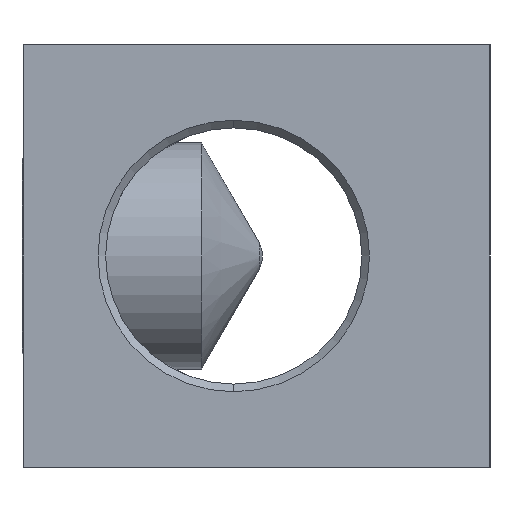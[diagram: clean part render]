
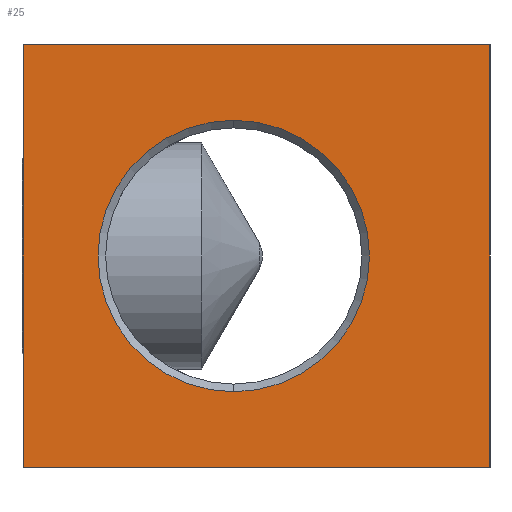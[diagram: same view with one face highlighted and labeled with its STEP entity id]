
A CAD part, left-side view. The second image highlights one B-rep face of the part: STEP entity #25.
In plain terms, the highlighted planar face has unit normal (-1, 0, 0).
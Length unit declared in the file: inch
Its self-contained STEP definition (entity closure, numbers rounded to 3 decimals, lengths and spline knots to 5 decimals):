
#25 = ADVANCED_FACE ( 'NONE', ( #973, #829 ), #1751, .F. ) ;
#30 = VERTEX_POINT ( 'NONE', #1014 ) ;
#120 = EDGE_CURVE ( 'NONE', #30, #1740, #870, .T. ) ;
#138 = DIRECTION ( 'NONE',  ( 0., 1., 0. ) ) ;
#161 = DIRECTION ( 'NONE',  ( -1., 0., 0. ) ) ;
#203 = DIRECTION ( 'NONE',  ( -1., 0., 0. ) ) ;
#244 = ORIENTED_EDGE ( 'NONE', *, *, #120, .F. ) ;
#283 = DIRECTION ( 'NONE',  ( 1., 0., 0. ) ) ;
#348 = EDGE_CURVE ( 'NONE', #1740, #30, #1816, .T. ) ;
#411 = LINE ( 'NONE', #1331, #835 ) ;
#512 = VERTEX_POINT ( 'NONE', #520 ) ;
#520 = CARTESIAN_POINT ( 'NONE',  ( 0., 1.93701, 0.87598 ) ) ;
#549 = EDGE_CURVE ( 'NONE', #876, #978, #974, .T. ) ;
#561 = EDGE_CURVE ( 'NONE', #1032, #512, #1427, .T. ) ;
#650 = AXIS2_PLACEMENT_3D ( 'NONE', #727, #283, #1175 ) ;
#662 = EDGE_CURVE ( 'NONE', #978, #512, #1045, .T. ) ;
#684 = AXIS2_PLACEMENT_3D ( 'NONE', #1066, #203, #1376 ) ;
#685 = CARTESIAN_POINT ( 'NONE',  ( 0., 0., -0.87598 ) ) ;
#688 = DIRECTION ( 'NONE',  ( 0., 0., 1. ) ) ;
#716 = CARTESIAN_POINT ( 'NONE',  ( 0., 0., 0.87598 ) ) ;
#727 = CARTESIAN_POINT ( 'NONE',  ( 0., 0., 0.87598 ) ) ;
#736 = CARTESIAN_POINT ( 'NONE',  ( 0., 0., 0.87598 ) ) ;
#739 = EDGE_LOOP ( 'NONE', ( #840, #1230, #1432, #1710 ) ) ;
#754 = DIRECTION ( 'NONE',  ( 0., 0., 1. ) ) ;
#771 = VECTOR ( 'NONE', #138, 39.37008 ) ;
#829 = FACE_BOUND ( 'NONE', #1009, .T. ) ;
#835 = VECTOR ( 'NONE', #1445, 39.37008 ) ;
#840 = ORIENTED_EDGE ( 'NONE', *, *, #549, .T. ) ;
#870 = CIRCLE ( 'NONE', #1387, 0.56299 ) ;
#876 = VERTEX_POINT ( 'NONE', #685 ) ;
#973 = FACE_OUTER_BOUND ( 'NONE', #739, .T. ) ;
#974 = LINE ( 'NONE', #1273, #1412 ) ;
#978 = VERTEX_POINT ( 'NONE', #716 ) ;
#1009 = EDGE_LOOP ( 'NONE', ( #244, #1722 ) ) ;
#1014 = CARTESIAN_POINT ( 'NONE',  ( 0., 1.06299, 0.56299 ) ) ;
#1032 = VERTEX_POINT ( 'NONE', #1472 ) ;
#1045 = LINE ( 'NONE', #736, #771 ) ;
#1056 = EDGE_CURVE ( 'NONE', #876, #1032, #411, .T. ) ;
#1066 = CARTESIAN_POINT ( 'NONE',  ( 0., 1.06299, 0. ) ) ;
#1175 = DIRECTION ( 'NONE',  ( 0., 1., 0. ) ) ;
#1230 = ORIENTED_EDGE ( 'NONE', *, *, #662, .T. ) ;
#1273 = CARTESIAN_POINT ( 'NONE',  ( 0., 0., 0.87598 ) ) ;
#1331 = CARTESIAN_POINT ( 'NONE',  ( 0., 0., -0.87598 ) ) ;
#1376 = DIRECTION ( 'NONE',  ( 0., 0., 1. ) ) ;
#1387 = AXIS2_PLACEMENT_3D ( 'NONE', #1889, #161, #754 ) ;
#1412 = VECTOR ( 'NONE', #688, 39.37008 ) ;
#1427 = LINE ( 'NONE', #1589, #1564 ) ;
#1432 = ORIENTED_EDGE ( 'NONE', *, *, #561, .F. ) ;
#1437 = CARTESIAN_POINT ( 'NONE',  ( 0., 1.06299, -0.56299 ) ) ;
#1445 = DIRECTION ( 'NONE',  ( 0., 1., 0. ) ) ;
#1472 = CARTESIAN_POINT ( 'NONE',  ( 0., 1.93701, -0.87598 ) ) ;
#1564 = VECTOR ( 'NONE', #1897, 39.37008 ) ;
#1589 = CARTESIAN_POINT ( 'NONE',  ( 0., 1.93701, 0.87598 ) ) ;
#1710 = ORIENTED_EDGE ( 'NONE', *, *, #1056, .F. ) ;
#1722 = ORIENTED_EDGE ( 'NONE', *, *, #348, .F. ) ;
#1740 = VERTEX_POINT ( 'NONE', #1437 ) ;
#1751 = PLANE ( 'NONE',  #650 ) ;
#1816 = CIRCLE ( 'NONE', #684, 0.56299 ) ;
#1889 = CARTESIAN_POINT ( 'NONE',  ( 0., 1.06299, 0. ) ) ;
#1897 = DIRECTION ( 'NONE',  ( 0., 0., 1. ) ) ;
